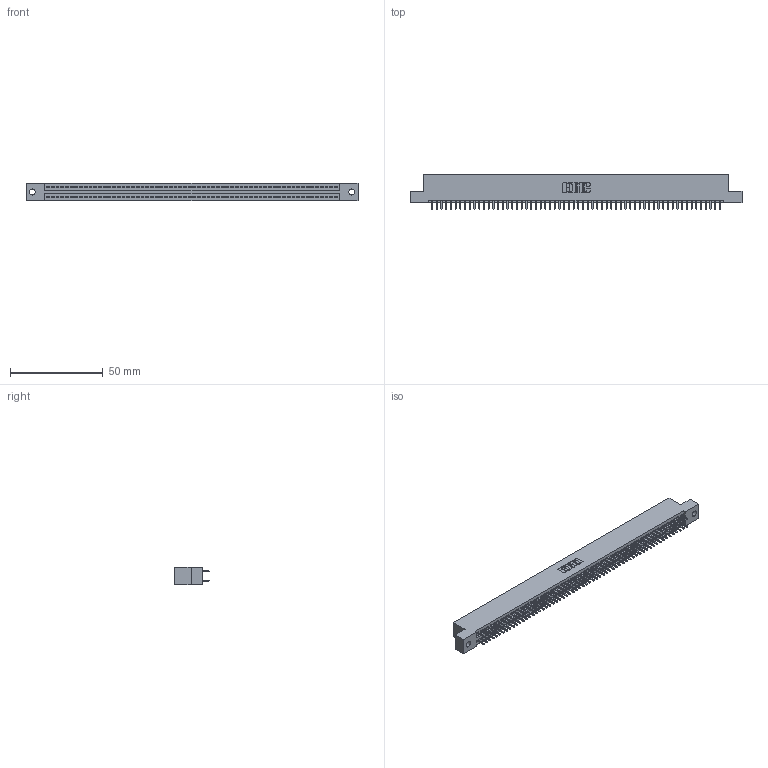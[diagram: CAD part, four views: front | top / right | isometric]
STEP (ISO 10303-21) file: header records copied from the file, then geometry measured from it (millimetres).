
FILE_DESCRIPTION (( 'STEP AP203' ), '1' );
FILE_NAME ('395-124-521-202.STEP', '2019-10-28T10:18:29', ( '' ), ( '' ), 'SwSTEP 2.0', 'SolidWorks 2016', '' );
FILE_SCHEMA (( 'CONFIG_CONTROL_DESIGN' ));
Length unit declared in the file: inch
Products named in the file (3): 345 Part_Flush Mounting Lugs - 0.128 Dia; 345-292-001_345-293-121; 395-124-521-202
Assembly tree (125 placements, depth 2):
  395-124-521-202
    345 Part_Flush Mounting Lugs - 0.128 Dia
    345-292-001_345-293-121  x124
Bounding box: 178.69 x 18.72 x 9.4 mm (x, y, z)
Volume: 17456.4 mm3; surface area: 25588.7 mm2
Topology: 125 solids, 125 shells, 6326 faces, 18817 edges, 12378 vertices
Faces by surface type: plane 4172, cylinder 2154
Entity records: 45975 total; most frequent: CARTESIAN_POINT 7688, ORIENTED_EDGE 7622, DIRECTION 6755, EDGE_CURVE 3811, LINE 3431, VECTOR 3431, VERTEX_POINT 2538, AXIS2_PLACEMENT_3D 1662
